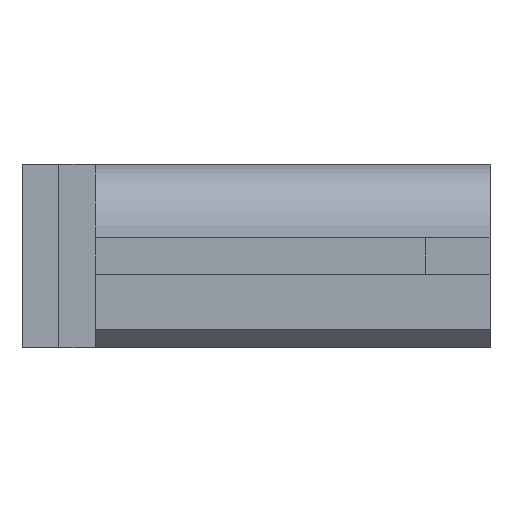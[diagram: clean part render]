
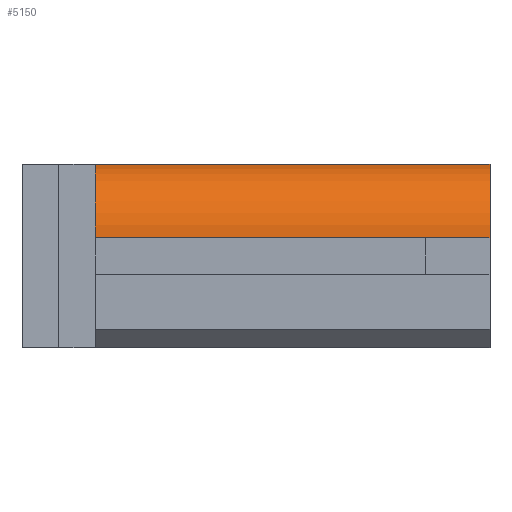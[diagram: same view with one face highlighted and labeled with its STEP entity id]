
A CAD part, front view. The second image highlights one B-rep face of the part: STEP entity #5150.
In plain terms, the highlighted cylindrical face has radius 4 mm (diameter 8 mm), a partial arc.
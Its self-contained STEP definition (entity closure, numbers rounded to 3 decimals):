
#2151 = VERTEX_POINT('',#2152);
#2152 = CARTESIAN_POINT('',(14.5,0.,6.));
#2166 = PLANE('',#2167);
#2167 = AXIS2_PLACEMENT_3D('',#2168,#2169,#2170);
#2168 = CARTESIAN_POINT('',(-7.,0.,6.));
#2169 = DIRECTION('',(0.,1.,0.));
#2170 = DIRECTION('',(0.,0.,1.));
#2252 = PLANE('',#2253);
#2253 = AXIS2_PLACEMENT_3D('',#2254,#2255,#2256);
#2254 = CARTESIAN_POINT('',(-7.,0.,6.));
#2255 = DIRECTION('',(0.,1.,0.));
#2256 = DIRECTION('',(0.,0.,1.));
#3718 = PLANE('',#3719);
#3719 = AXIS2_PLACEMENT_3D('',#3720,#3721,#3722);
#3720 = CARTESIAN_POINT('',(14.5,4.,6.));
#3721 = DIRECTION('',(1.,0.,0.));
#3722 = DIRECTION('',(0.,0.,-1.));
#3831 = EDGE_CURVE('',#3832,#2151,#3834,.T.);
#3832 = VERTEX_POINT('',#3833);
#3833 = CARTESIAN_POINT('',(11.,0.,6.));
#3834 = SURFACE_CURVE('',#3835,(#3839,#3846),.PCURVE_S1.);
#3835 = LINE('',#3836,#3837);
#3836 = CARTESIAN_POINT('',(-7.,0.,6.));
#3837 = VECTOR('',#3838,1.);
#3838 = DIRECTION('',(1.,0.,0.));
#3839 = PCURVE('',#2166,#3840);
#3840 = DEFINITIONAL_REPRESENTATION('',(#3841),#3845);
#3841 = LINE('',#3842,#3843);
#3842 = CARTESIAN_POINT('',(0.,-0.));
#3843 = VECTOR('',#3844,1.);
#3844 = DIRECTION('',(-0.,1.));
#3845 = ( GEOMETRIC_REPRESENTATION_CONTEXT(2) 
PARAMETRIC_REPRESENTATION_CONTEXT() REPRESENTATION_CONTEXT('2D SPACE',''
  ) );
#3846 = PCURVE('',#3847,#3852);
#3847 = CYLINDRICAL_SURFACE('',#3848,4.);
#3848 = AXIS2_PLACEMENT_3D('',#3849,#3850,#3851);
#3849 = CARTESIAN_POINT('',(-7.,4.,6.));
#3850 = DIRECTION('',(1.,0.,0.));
#3851 = DIRECTION('',(0.,0.,1.));
#3852 = DEFINITIONAL_REPRESENTATION('',(#3853),#3857);
#3853 = LINE('',#3854,#3855);
#3854 = CARTESIAN_POINT('',(-4.712,0.));
#3855 = VECTOR('',#3856,1.);
#3856 = DIRECTION('',(-0.,1.));
#3857 = ( GEOMETRIC_REPRESENTATION_CONTEXT(2) 
PARAMETRIC_REPRESENTATION_CONTEXT() REPRESENTATION_CONTEXT('2D SPACE',''
  ) );
#3885 = EDGE_CURVE('',#3886,#3832,#3888,.T.);
#3886 = VERTEX_POINT('',#3887);
#3887 = CARTESIAN_POINT('',(-7.,0.,6.));
#3888 = SURFACE_CURVE('',#3889,(#3893,#3900),.PCURVE_S1.);
#3889 = LINE('',#3890,#3891);
#3890 = CARTESIAN_POINT('',(-7.,0.,6.));
#3891 = VECTOR('',#3892,1.);
#3892 = DIRECTION('',(1.,0.,0.));
#3893 = PCURVE('',#2252,#3894);
#3894 = DEFINITIONAL_REPRESENTATION('',(#3895),#3899);
#3895 = LINE('',#3896,#3897);
#3896 = CARTESIAN_POINT('',(0.,-0.));
#3897 = VECTOR('',#3898,1.);
#3898 = DIRECTION('',(-0.,1.));
#3899 = ( GEOMETRIC_REPRESENTATION_CONTEXT(2) 
PARAMETRIC_REPRESENTATION_CONTEXT() REPRESENTATION_CONTEXT('2D SPACE',''
  ) );
#3900 = PCURVE('',#3847,#3901);
#3901 = DEFINITIONAL_REPRESENTATION('',(#3902),#3906);
#3902 = LINE('',#3903,#3904);
#3903 = CARTESIAN_POINT('',(-4.712,0.));
#3904 = VECTOR('',#3905,1.);
#3905 = DIRECTION('',(-0.,1.));
#3906 = ( GEOMETRIC_REPRESENTATION_CONTEXT(2) 
PARAMETRIC_REPRESENTATION_CONTEXT() REPRESENTATION_CONTEXT('2D SPACE',''
  ) );
#4577 = PLANE('',#4578);
#4578 = AXIS2_PLACEMENT_3D('',#4579,#4580,#4581);
#4579 = CARTESIAN_POINT('',(-7.,4.,6.));
#4580 = DIRECTION('',(1.,0.,0.));
#4581 = DIRECTION('',(0.,0.,-1.));
#5101 = EDGE_CURVE('',#2151,#5102,#5104,.T.);
#5102 = VERTEX_POINT('',#5103);
#5103 = CARTESIAN_POINT('',(14.5,4.,10.));
#5104 = SURFACE_CURVE('',#5105,(#5110,#5121),.PCURVE_S1.);
#5105 = CIRCLE('',#5106,4.);
#5106 = AXIS2_PLACEMENT_3D('',#5107,#5108,#5109);
#5107 = CARTESIAN_POINT('',(14.5,4.,6.));
#5108 = DIRECTION('',(-1.,0.,0.));
#5109 = DIRECTION('',(0.,0.,1.));
#5110 = PCURVE('',#3718,#5111);
#5111 = DEFINITIONAL_REPRESENTATION('',(#5112),#5120);
#5112 = ( BOUNDED_CURVE() B_SPLINE_CURVE(2,(#5113,#5114,#5115,#5116,
#5117,#5118,#5119),.UNSPECIFIED.,.T.,.F.) B_SPLINE_CURVE_WITH_KNOTS((1,2
    ,2,2,2,1),(-2.094,0.,2.094,4.189,
6.283,8.378),.UNSPECIFIED.) CURVE() 
GEOMETRIC_REPRESENTATION_ITEM() RATIONAL_B_SPLINE_CURVE((1.,0.5,1.,0.5,
1.,0.5,1.)) REPRESENTATION_ITEM('') );
#5113 = CARTESIAN_POINT('',(-4.,0.));
#5114 = CARTESIAN_POINT('',(-4.,6.928));
#5115 = CARTESIAN_POINT('',(2.,3.464));
#5116 = CARTESIAN_POINT('',(8.,0.));
#5117 = CARTESIAN_POINT('',(2.,-3.464));
#5118 = CARTESIAN_POINT('',(-4.,-6.928));
#5119 = CARTESIAN_POINT('',(-4.,0.));
#5120 = ( GEOMETRIC_REPRESENTATION_CONTEXT(2) 
PARAMETRIC_REPRESENTATION_CONTEXT() REPRESENTATION_CONTEXT('2D SPACE',''
  ) );
#5121 = PCURVE('',#3847,#5122);
#5122 = DEFINITIONAL_REPRESENTATION('',(#5123),#5127);
#5123 = LINE('',#5124,#5125);
#5124 = CARTESIAN_POINT('',(-0.,21.5));
#5125 = VECTOR('',#5126,1.);
#5126 = DIRECTION('',(-1.,0.));
#5127 = ( GEOMETRIC_REPRESENTATION_CONTEXT(2) 
PARAMETRIC_REPRESENTATION_CONTEXT() REPRESENTATION_CONTEXT('2D SPACE',''
  ) );
#5150 = ADVANCED_FACE('',(#5151),#3847,.T.);
#5151 = FACE_BOUND('',#5152,.F.);
#5152 = EDGE_LOOP('',(#5153,#5154,#5155,#5156,#5184,#5212));
#5153 = ORIENTED_EDGE('',*,*,#5101,.F.);
#5154 = ORIENTED_EDGE('',*,*,#3831,.F.);
#5155 = ORIENTED_EDGE('',*,*,#3885,.F.);
#5156 = ORIENTED_EDGE('',*,*,#5157,.T.);
#5157 = EDGE_CURVE('',#3886,#5158,#5160,.T.);
#5158 = VERTEX_POINT('',#5159);
#5159 = CARTESIAN_POINT('',(-7.,4.,10.));
#5160 = SURFACE_CURVE('',#5161,(#5166,#5173),.PCURVE_S1.);
#5161 = CIRCLE('',#5162,4.);
#5162 = AXIS2_PLACEMENT_3D('',#5163,#5164,#5165);
#5163 = CARTESIAN_POINT('',(-7.,4.,6.));
#5164 = DIRECTION('',(-1.,0.,0.));
#5165 = DIRECTION('',(0.,0.,1.));
#5166 = PCURVE('',#3847,#5167);
#5167 = DEFINITIONAL_REPRESENTATION('',(#5168),#5172);
#5168 = LINE('',#5169,#5170);
#5169 = CARTESIAN_POINT('',(-0.,0.));
#5170 = VECTOR('',#5171,1.);
#5171 = DIRECTION('',(-1.,0.));
#5172 = ( GEOMETRIC_REPRESENTATION_CONTEXT(2) 
PARAMETRIC_REPRESENTATION_CONTEXT() REPRESENTATION_CONTEXT('2D SPACE',''
  ) );
#5173 = PCURVE('',#4577,#5174);
#5174 = DEFINITIONAL_REPRESENTATION('',(#5175),#5183);
#5175 = ( BOUNDED_CURVE() B_SPLINE_CURVE(2,(#5176,#5177,#5178,#5179,
#5180,#5181,#5182),.UNSPECIFIED.,.T.,.F.) B_SPLINE_CURVE_WITH_KNOTS((1,2
    ,2,2,2,1),(-2.094,0.,2.094,4.189,
6.283,8.378),.UNSPECIFIED.) CURVE() 
GEOMETRIC_REPRESENTATION_ITEM() RATIONAL_B_SPLINE_CURVE((1.,0.5,1.,0.5,
1.,0.5,1.)) REPRESENTATION_ITEM('') );
#5176 = CARTESIAN_POINT('',(-4.,0.));
#5177 = CARTESIAN_POINT('',(-4.,6.928));
#5178 = CARTESIAN_POINT('',(2.,3.464));
#5179 = CARTESIAN_POINT('',(8.,0.));
#5180 = CARTESIAN_POINT('',(2.,-3.464));
#5181 = CARTESIAN_POINT('',(-4.,-6.928));
#5182 = CARTESIAN_POINT('',(-4.,0.));
#5183 = ( GEOMETRIC_REPRESENTATION_CONTEXT(2) 
PARAMETRIC_REPRESENTATION_CONTEXT() REPRESENTATION_CONTEXT('2D SPACE',''
  ) );
#5184 = ORIENTED_EDGE('',*,*,#5185,.T.);
#5185 = EDGE_CURVE('',#5158,#5186,#5188,.T.);
#5186 = VERTEX_POINT('',#5187);
#5187 = CARTESIAN_POINT('',(11.,4.,10.));
#5188 = SURFACE_CURVE('',#5189,(#5193,#5200),.PCURVE_S1.);
#5189 = LINE('',#5190,#5191);
#5190 = CARTESIAN_POINT('',(-7.,4.,10.));
#5191 = VECTOR('',#5192,1.);
#5192 = DIRECTION('',(1.,0.,0.));
#5193 = PCURVE('',#3847,#5194);
#5194 = DEFINITIONAL_REPRESENTATION('',(#5195),#5199);
#5195 = LINE('',#5196,#5197);
#5196 = CARTESIAN_POINT('',(-6.283,-0.));
#5197 = VECTOR('',#5198,1.);
#5198 = DIRECTION('',(-0.,1.));
#5199 = ( GEOMETRIC_REPRESENTATION_CONTEXT(2) 
PARAMETRIC_REPRESENTATION_CONTEXT() REPRESENTATION_CONTEXT('2D SPACE',''
  ) );
#5200 = PCURVE('',#5201,#5206);
#5201 = PLANE('',#5202);
#5202 = AXIS2_PLACEMENT_3D('',#5203,#5204,#5205);
#5203 = CARTESIAN_POINT('',(-7.,4.,10.));
#5204 = DIRECTION('',(-0.,-0.,-1.));
#5205 = DIRECTION('',(-1.,0.,0.));
#5206 = DEFINITIONAL_REPRESENTATION('',(#5207),#5211);
#5207 = LINE('',#5208,#5209);
#5208 = CARTESIAN_POINT('',(0.,0.));
#5209 = VECTOR('',#5210,1.);
#5210 = DIRECTION('',(-1.,0.));
#5211 = ( GEOMETRIC_REPRESENTATION_CONTEXT(2) 
PARAMETRIC_REPRESENTATION_CONTEXT() REPRESENTATION_CONTEXT('2D SPACE',''
  ) );
#5212 = ORIENTED_EDGE('',*,*,#5213,.T.);
#5213 = EDGE_CURVE('',#5186,#5102,#5214,.T.);
#5214 = SURFACE_CURVE('',#5215,(#5219,#5226),.PCURVE_S1.);
#5215 = LINE('',#5216,#5217);
#5216 = CARTESIAN_POINT('',(-7.,4.,10.));
#5217 = VECTOR('',#5218,1.);
#5218 = DIRECTION('',(1.,0.,0.));
#5219 = PCURVE('',#3847,#5220);
#5220 = DEFINITIONAL_REPRESENTATION('',(#5221),#5225);
#5221 = LINE('',#5222,#5223);
#5222 = CARTESIAN_POINT('',(-6.283,-0.));
#5223 = VECTOR('',#5224,1.);
#5224 = DIRECTION('',(-0.,1.));
#5225 = ( GEOMETRIC_REPRESENTATION_CONTEXT(2) 
PARAMETRIC_REPRESENTATION_CONTEXT() REPRESENTATION_CONTEXT('2D SPACE',''
  ) );
#5226 = PCURVE('',#5227,#5232);
#5227 = PLANE('',#5228);
#5228 = AXIS2_PLACEMENT_3D('',#5229,#5230,#5231);
#5229 = CARTESIAN_POINT('',(11.,4.,10.));
#5230 = DIRECTION('',(-0.,-0.,-1.));
#5231 = DIRECTION('',(-1.,0.,0.));
#5232 = DEFINITIONAL_REPRESENTATION('',(#5233),#5237);
#5233 = LINE('',#5234,#5235);
#5234 = CARTESIAN_POINT('',(18.,0.));
#5235 = VECTOR('',#5236,1.);
#5236 = DIRECTION('',(-1.,0.));
#5237 = ( GEOMETRIC_REPRESENTATION_CONTEXT(2) 
PARAMETRIC_REPRESENTATION_CONTEXT() REPRESENTATION_CONTEXT('2D SPACE',''
  ) );
